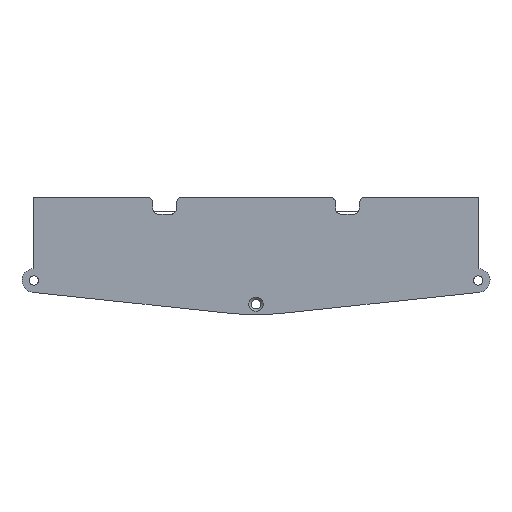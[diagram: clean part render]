
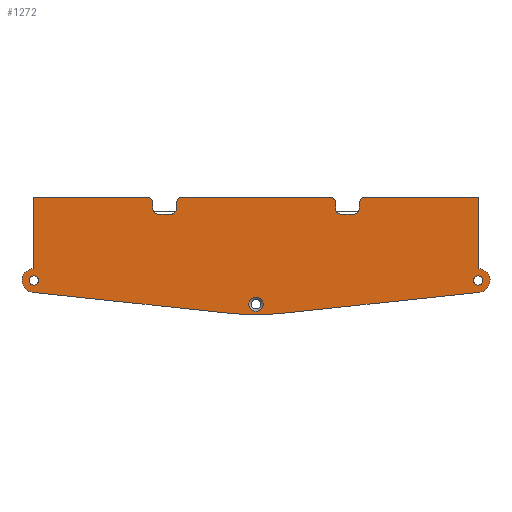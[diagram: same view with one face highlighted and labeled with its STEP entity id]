
A CAD part, front view. The second image highlights one B-rep face of the part: STEP entity #1272.
In plain terms, the highlighted planar face has unit normal (0, -1, 0).
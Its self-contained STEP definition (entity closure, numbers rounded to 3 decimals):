
#18=FACE_BOUND('',#184,.T.);
#19=FACE_BOUND('',#185,.T.);
#20=FACE_BOUND('',#186,.T.);
#71=CIRCLE('',#1375,5.);
#72=CIRCLE('',#1376,102.);
#73=CIRCLE('',#1377,5.);
#74=CIRCLE('',#1382,2.);
#75=CIRCLE('',#1383,2.);
#76=CIRCLE('',#1384,3.);
#115=FACE_OUTER_BOUND('',#183,.T.);
#183=EDGE_LOOP('',(#940,#941,#942,#943,#944,#945,#946,#947,#948,#949,#950,
#951,#952,#953,#954,#955,#956,#957,#958,#959,#960,#961,#962,#963));
#184=EDGE_LOOP('',(#964));
#185=EDGE_LOOP('',(#965));
#186=EDGE_LOOP('',(#966));
#249=ELLIPSE('',#1364,2.558,2.5);
#250=ELLIPSE('',#1367,2.558,2.5);
#253=ELLIPSE('',#1372,2.558,2.5);
#254=ELLIPSE('',#1374,2.558,2.5);
#255=ELLIPSE('',#1378,2.558,2.5);
#256=ELLIPSE('',#1379,2.558,2.5);
#257=ELLIPSE('',#1380,2.558,2.5);
#258=ELLIPSE('',#1381,2.558,2.5);
#292=LINE('',#1923,#420);
#304=LINE('',#1965,#432);
#312=LINE('',#1987,#440);
#316=LINE('',#2017,#444);
#317=LINE('',#2019,#445);
#318=LINE('',#2022,#446);
#319=LINE('',#2026,#447);
#320=LINE('',#2030,#448);
#321=LINE('',#2033,#449);
#322=LINE('',#2037,#450);
#323=LINE('',#2041,#451);
#324=LINE('',#2045,#452);
#325=LINE('',#2048,#453);
#420=VECTOR('',#1525,10.);
#432=VECTOR('',#1551,10.);
#440=VECTOR('',#1569,10.);
#444=VECTOR('',#1589,10.);
#445=VECTOR('',#1590,10.);
#446=VECTOR('',#1593,10.);
#447=VECTOR('',#1596,10.);
#448=VECTOR('',#1599,10.);
#449=VECTOR('',#1602,10.);
#450=VECTOR('',#1605,10.);
#451=VECTOR('',#1608,10.);
#452=VECTOR('',#1611,10.);
#453=VECTOR('',#1614,10.);
#550=VERTEX_POINT('',#1920);
#551=VERTEX_POINT('',#1922);
#561=VERTEX_POINT('',#1962);
#562=VERTEX_POINT('',#1964);
#568=VERTEX_POINT('',#1977);
#569=VERTEX_POINT('',#1979);
#571=VERTEX_POINT('',#1985);
#572=VERTEX_POINT('',#1989);
#578=VERTEX_POINT('',#2002);
#579=VERTEX_POINT('',#2004);
#580=VERTEX_POINT('',#2018);
#581=VERTEX_POINT('',#2020);
#582=VERTEX_POINT('',#2023);
#583=VERTEX_POINT('',#2025);
#584=VERTEX_POINT('',#2027);
#585=VERTEX_POINT('',#2029);
#586=VERTEX_POINT('',#2032);
#587=VERTEX_POINT('',#2034);
#588=VERTEX_POINT('',#2036);
#589=VERTEX_POINT('',#2038);
#590=VERTEX_POINT('',#2040);
#591=VERTEX_POINT('',#2042);
#592=VERTEX_POINT('',#2044);
#593=VERTEX_POINT('',#2046);
#594=VERTEX_POINT('',#2049);
#595=VERTEX_POINT('',#2051);
#596=VERTEX_POINT('',#2053);
#681=EDGE_CURVE('',#551,#550,#292,.T.);
#697=EDGE_CURVE('',#561,#562,#304,.T.);
#704=EDGE_CURVE('',#568,#569,#249,.T.);
#708=EDGE_CURVE('',#568,#571,#312,.T.);
#709=EDGE_CURVE('',#572,#571,#250,.T.);
#716=EDGE_CURVE('',#578,#579,#253,.T.);
#718=EDGE_CURVE('',#578,#569,#316,.T.);
#719=EDGE_CURVE('',#572,#580,#317,.T.);
#720=EDGE_CURVE('',#581,#580,#254,.T.);
#721=EDGE_CURVE('',#562,#581,#318,.T.);
#722=EDGE_CURVE('',#561,#582,#71,.T.);
#723=EDGE_CURVE('',#582,#583,#319,.T.);
#724=EDGE_CURVE('',#583,#584,#72,.T.);
#725=EDGE_CURVE('',#584,#585,#320,.T.);
#726=EDGE_CURVE('',#585,#551,#73,.T.);
#727=EDGE_CURVE('',#586,#550,#321,.T.);
#728=EDGE_CURVE('',#587,#586,#255,.T.);
#729=EDGE_CURVE('',#587,#588,#322,.T.);
#730=EDGE_CURVE('',#589,#588,#256,.T.);
#731=EDGE_CURVE('',#589,#590,#323,.T.);
#732=EDGE_CURVE('',#591,#590,#257,.T.);
#733=EDGE_CURVE('',#591,#592,#324,.T.);
#734=EDGE_CURVE('',#593,#592,#258,.T.);
#735=EDGE_CURVE('',#579,#593,#325,.T.);
#736=EDGE_CURVE('',#594,#594,#74,.T.);
#737=EDGE_CURVE('',#595,#595,#75,.T.);
#738=EDGE_CURVE('',#596,#596,#76,.T.);
#940=ORIENTED_EDGE('',*,*,#716,.F.);
#941=ORIENTED_EDGE('',*,*,#718,.T.);
#942=ORIENTED_EDGE('',*,*,#704,.F.);
#943=ORIENTED_EDGE('',*,*,#708,.T.);
#944=ORIENTED_EDGE('',*,*,#709,.F.);
#945=ORIENTED_EDGE('',*,*,#719,.T.);
#946=ORIENTED_EDGE('',*,*,#720,.F.);
#947=ORIENTED_EDGE('',*,*,#721,.F.);
#948=ORIENTED_EDGE('',*,*,#697,.F.);
#949=ORIENTED_EDGE('',*,*,#722,.T.);
#950=ORIENTED_EDGE('',*,*,#723,.T.);
#951=ORIENTED_EDGE('',*,*,#724,.T.);
#952=ORIENTED_EDGE('',*,*,#725,.T.);
#953=ORIENTED_EDGE('',*,*,#726,.T.);
#954=ORIENTED_EDGE('',*,*,#681,.T.);
#955=ORIENTED_EDGE('',*,*,#727,.F.);
#956=ORIENTED_EDGE('',*,*,#728,.F.);
#957=ORIENTED_EDGE('',*,*,#729,.T.);
#958=ORIENTED_EDGE('',*,*,#730,.F.);
#959=ORIENTED_EDGE('',*,*,#731,.T.);
#960=ORIENTED_EDGE('',*,*,#732,.F.);
#961=ORIENTED_EDGE('',*,*,#733,.T.);
#962=ORIENTED_EDGE('',*,*,#734,.F.);
#963=ORIENTED_EDGE('',*,*,#735,.F.);
#964=ORIENTED_EDGE('',*,*,#736,.T.);
#965=ORIENTED_EDGE('',*,*,#737,.T.);
#966=ORIENTED_EDGE('',*,*,#738,.T.);
#1230=PLANE('',#1373);
#1272=ADVANCED_FACE('',(#115,#18,#19,#20),#1230,.F.);
#1364=AXIS2_PLACEMENT_3D('',#1980,#1562,#1563);
#1367=AXIS2_PLACEMENT_3D('',#1990,#1572,#1573);
#1372=AXIS2_PLACEMENT_3D('',#2005,#1585,#1586);
#1373=AXIS2_PLACEMENT_3D('',#2016,#1587,#1588);
#1374=AXIS2_PLACEMENT_3D('',#2021,#1591,#1592);
#1375=AXIS2_PLACEMENT_3D('',#2024,#1594,#1595);
#1376=AXIS2_PLACEMENT_3D('',#2028,#1597,#1598);
#1377=AXIS2_PLACEMENT_3D('',#2031,#1600,#1601);
#1378=AXIS2_PLACEMENT_3D('',#2035,#1603,#1604);
#1379=AXIS2_PLACEMENT_3D('',#2039,#1606,#1607);
#1380=AXIS2_PLACEMENT_3D('',#2043,#1609,#1610);
#1381=AXIS2_PLACEMENT_3D('',#2047,#1612,#1613);
#1382=AXIS2_PLACEMENT_3D('',#2050,#1615,#1616);
#1383=AXIS2_PLACEMENT_3D('',#2052,#1617,#1618);
#1384=AXIS2_PLACEMENT_3D('',#2054,#1619,#1620);
#1525=DIRECTION('',(0.,0.,1.));
#1551=DIRECTION('',(0.,0.,1.));
#1562=DIRECTION('center_axis',(0.,-1.,0.));
#1563=DIRECTION('ref_axis',(0.,0.,-1.));
#1569=DIRECTION('',(-1.,0.,0.));
#1572=DIRECTION('center_axis',(0.,-1.,0.));
#1573=DIRECTION('ref_axis',(0.,0.,-1.));
#1585=DIRECTION('center_axis',(0.,1.,0.));
#1586=DIRECTION('ref_axis',(0.,0.,1.));
#1587=DIRECTION('center_axis',(0.,1.,0.));
#1588=DIRECTION('ref_axis',(1.,0.,0.));
#1589=DIRECTION('',(0.,0.,-1.));
#1590=DIRECTION('',(0.,0.,1.));
#1591=DIRECTION('center_axis',(0.,1.,0.));
#1592=DIRECTION('ref_axis',(0.,0.,1.));
#1593=DIRECTION('',(1.,0.,0.));
#1594=DIRECTION('center_axis',(0.,-1.,0.));
#1595=DIRECTION('ref_axis',(1.,0.,0.));
#1596=DIRECTION('',(0.994,0.,-0.106));
#1597=DIRECTION('center_axis',(0.,-1.,0.));
#1598=DIRECTION('ref_axis',(0.,0.,-1.));
#1599=DIRECTION('',(0.994,0.,0.106));
#1600=DIRECTION('center_axis',(0.,-1.,0.));
#1601=DIRECTION('ref_axis',(1.,0.,0.));
#1602=DIRECTION('',(1.,0.,0.));
#1603=DIRECTION('center_axis',(0.,1.,0.));
#1604=DIRECTION('ref_axis',(0.,0.,1.));
#1605=DIRECTION('',(0.,0.,-1.));
#1606=DIRECTION('center_axis',(0.,-1.,0.));
#1607=DIRECTION('ref_axis',(0.,0.,-1.));
#1608=DIRECTION('',(-1.,0.,0.));
#1609=DIRECTION('center_axis',(0.,-1.,0.));
#1610=DIRECTION('ref_axis',(0.,0.,-1.));
#1611=DIRECTION('',(0.,0.,1.));
#1612=DIRECTION('center_axis',(0.,1.,0.));
#1613=DIRECTION('ref_axis',(0.,0.,1.));
#1614=DIRECTION('',(1.,0.,0.));
#1615=DIRECTION('center_axis',(0.,1.,0.));
#1616=DIRECTION('ref_axis',(1.,0.,0.));
#1617=DIRECTION('center_axis',(0.,1.,0.));
#1618=DIRECTION('ref_axis',(1.,0.,0.));
#1619=DIRECTION('center_axis',(0.,1.,0.));
#1620=DIRECTION('ref_axis',(1.,0.,0.));
#1920=CARTESIAN_POINT('',(187.,17.,34.75));
#1922=CARTESIAN_POINT('',(187.,17.,5.));
#1923=CARTESIAN_POINT('',(187.,17.,5.));
#1962=CARTESIAN_POINT('',(0.,17.,5.));
#1964=CARTESIAN_POINT('',(0.,17.,34.75));
#1965=CARTESIAN_POINT('',(0.,17.,5.));
#1977=CARTESIAN_POINT('',(57.545,17.,27.9));
#1979=CARTESIAN_POINT('',(60.045,17.,30.458));
#1980=CARTESIAN_POINT('Origin',(57.545,17.,30.458));
#1985=CARTESIAN_POINT('',(52.545,17.,27.9));
#1987=CARTESIAN_POINT('',(74.272,17.,27.9));
#1989=CARTESIAN_POINT('',(50.045,17.,30.458));
#1990=CARTESIAN_POINT('Origin',(52.545,17.,30.458));
#2002=CARTESIAN_POINT('',(60.045,17.,32.505));
#2004=CARTESIAN_POINT('',(61.346,17.,34.75));
#2005=CARTESIAN_POINT('Origin',(62.545,17.,32.505));
#2016=CARTESIAN_POINT('Origin',(93.5,17.,-5.));
#2017=CARTESIAN_POINT('',(60.045,17.,14.327));
#2018=CARTESIAN_POINT('',(50.045,17.,32.505));
#2019=CARTESIAN_POINT('',(50.045,17.,15.));
#2020=CARTESIAN_POINT('',(48.744,17.,34.75));
#2021=CARTESIAN_POINT('Origin',(47.545,17.,32.505));
#2022=CARTESIAN_POINT('',(93.5,17.,34.75));
#2023=CARTESIAN_POINT('',(-0.53,17.,-4.972));
#2024=CARTESIAN_POINT('Origin',(0.,17.,0.));
#2025=CARTESIAN_POINT('',(82.683,17.,-13.846));
#2026=CARTESIAN_POINT('',(93.5,17.,-15.));
#2027=CARTESIAN_POINT('',(104.317,17.,-13.846));
#2028=CARTESIAN_POINT('Origin',(93.5,17.,87.578));
#2029=CARTESIAN_POINT('',(187.53,17.,-4.972));
#2030=CARTESIAN_POINT('',(187.53,17.,-4.972));
#2031=CARTESIAN_POINT('Origin',(187.,17.,0.));
#2032=CARTESIAN_POINT('',(138.301,17.,34.75));
#2033=CARTESIAN_POINT('',(93.5,17.,34.75));
#2034=CARTESIAN_POINT('',(137.,17.,32.505));
#2035=CARTESIAN_POINT('Origin',(139.5,17.,32.505));
#2036=CARTESIAN_POINT('',(137.,17.,30.458));
#2037=CARTESIAN_POINT('',(137.,17.,14.327));
#2038=CARTESIAN_POINT('',(134.5,17.,27.9));
#2039=CARTESIAN_POINT('Origin',(134.5,17.,30.458));
#2040=CARTESIAN_POINT('',(129.5,17.,27.9));
#2041=CARTESIAN_POINT('',(112.75,17.,27.9));
#2042=CARTESIAN_POINT('',(127.,17.,30.458));
#2043=CARTESIAN_POINT('Origin',(129.5,17.,30.458));
#2044=CARTESIAN_POINT('',(127.,17.,32.505));
#2045=CARTESIAN_POINT('',(127.,17.,15.));
#2046=CARTESIAN_POINT('',(125.699,17.,34.75));
#2047=CARTESIAN_POINT('Origin',(124.5,17.,32.505));
#2048=CARTESIAN_POINT('',(93.5,17.,34.75));
#2049=CARTESIAN_POINT('',(185.,17.,0.));
#2050=CARTESIAN_POINT('Origin',(187.,17.,0.));
#2051=CARTESIAN_POINT('',(-2.,17.,0.));
#2052=CARTESIAN_POINT('Origin',(0.,17.,0.));
#2053=CARTESIAN_POINT('',(90.5,17.,-10.));
#2054=CARTESIAN_POINT('Origin',(93.5,17.,-10.));
